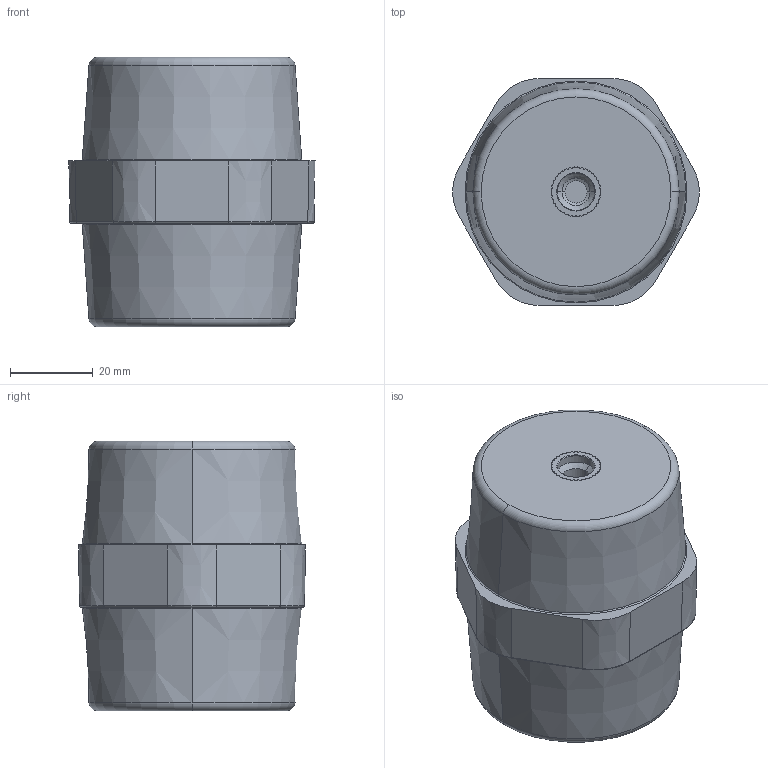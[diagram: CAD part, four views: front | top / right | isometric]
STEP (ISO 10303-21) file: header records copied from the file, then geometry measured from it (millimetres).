
FILE_DESCRIPTION (( 'STEP AP214' ), '1' );
FILE_NAME ('YIS11-65-08-K05 Èçîëÿòîð îïîðíûé SM65 (Ì8) IEK.STEP', '2024-06-18T11:31:50', ( '' ), ( '' ), 'SwSTEP 2.0', 'SolidWorks 2022', '' );
FILE_SCHEMA (( 'AUTOMOTIVE_DESIGN' ));
Length unit declared in the file: millimetre
Products named in the file (4): YIS11-65-08-K05 Изолятор опорный SM65 (М8) IEK; mh-65-000_izol_oporn_m8x15xd12_asm.stp; MH-65_000_01_IZOLJATOR_OPORN.stp; M8X15XD12_GAIKA_ZAKLADNAJA.stp
Assembly tree (4 placements, depth 3):
  YIS11-65-08-K05 Изолятор опорный SM65 (М8) IEK
    mh-65-000_izol_oporn_m8x15xd12_asm.stp
      MH-65_000_01_IZOLJATOR_OPORN.stp
      M8X15XD12_GAIKA_ZAKLADNAJA.stp  x2
Bounding box: 59.56 x 54.8 x 65 mm (x, y, z)
Volume: 139790.6 mm3; surface area: 18614.6 mm2
Topology: 3 solids, 3 shells, 1836 faces, 5388 edges, 3580 vertices
Faces by surface type: plane 898, cylinder 894, torus 22, cone 22
Entity records: 49232 total; most frequent: CARTESIAN_POINT 11749, ORIENTED_EDGE 8104, DIRECTION 7790, EDGE_CURVE 4052, VERTEX_POINT 2692, AXIS2_PLACEMENT_3D 2679, VECTOR 2432, LINE 2432
